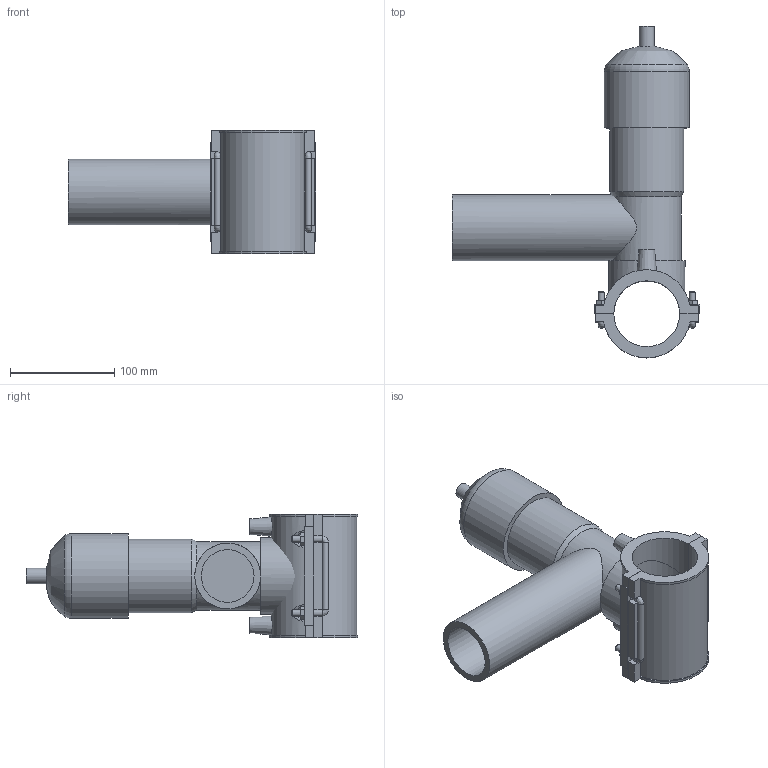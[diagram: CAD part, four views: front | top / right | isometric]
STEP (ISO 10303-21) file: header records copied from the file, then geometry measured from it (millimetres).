
FILE_DESCRIPTION(/* description */ ('PLASSON TAPPING VALVE 63-63'),/* implementation_level */ '2;1');
FILE_NAME(/* name */ '495404063063.ipt.stp',/* time_stamp */ '2017-11-06T09:18:21+02:00',/* author */ ('KIM'),/* organization */ (''),/* preprocessor_version */ 'ST-DEVELOPER v15.6',/* originating_system */ 'Autodesk Inventor 2015',/* authorisation */ '');
FILE_SCHEMA (('AUTOMOTIVE_DESIGN { 1 0 10303 214 3 1 1 }'));
Length unit declared in the file: millimetre
Products named in the file (1): 495404063063
Bounding box: 236.5 x 317.68 x 118 mm (x, y, z)
Volume: 1369318.5 mm3; surface area: 207212.8 mm2
Topology: 2 solids, 2 shells, 143 faces, 363 edges, 228 vertices
Faces by surface type: plane 91, cylinder 35, bspline 9, cone 7, torus 1
Full cylindrical faces by diameter (mm): 4 x2, 6 x10, 10 x2, 14.64 x1, 50.4 x1, 63 x1, 70.76 x1, 73.2 x1, 81.333 x1
Entity records: 4669 total; most frequent: CARTESIAN_POINT 1390, DIRECTION 651, ORIENTED_EDGE 646, EDGE_CURVE 321, VERTEX_POINT 220, AXIS2_PLACEMENT_3D 220, LINE 211, VECTOR 211
